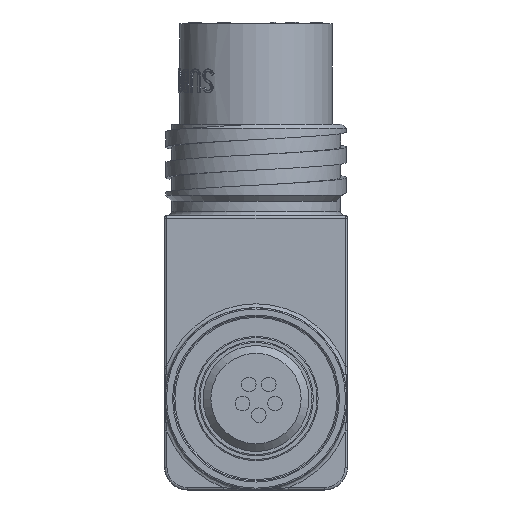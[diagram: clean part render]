
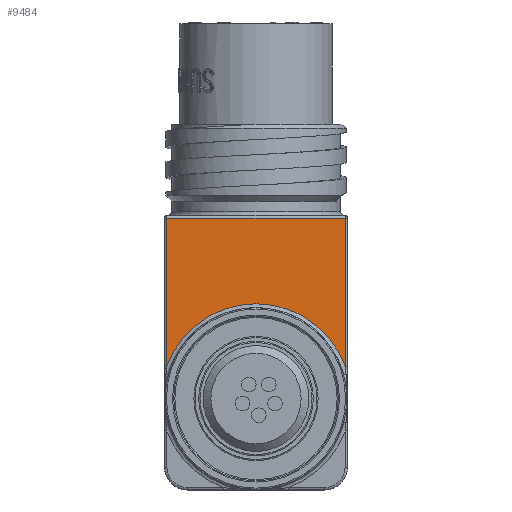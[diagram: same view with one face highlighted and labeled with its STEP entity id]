
A CAD part, front view. The second image highlights one B-rep face of the part: STEP entity #9484.
In plain terms, the highlighted planar face has unit normal (0, -1, 0).
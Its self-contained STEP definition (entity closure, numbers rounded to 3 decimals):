
#461=PLANE('',#10426);
#1414=FACE_OUTER_BOUND('',#1945,.T.);
#1945=EDGE_LOOP('',(#8559,#8560,#8561,#8562));
#2502=CIRCLE('',#10427,9.868);
#3340=LINE('',#25425,#3852);
#3341=LINE('',#25427,#3853);
#3342=LINE('',#25430,#3854);
#3852=VECTOR('',#12753,1000.);
#3853=VECTOR('',#12754,1000.);
#3854=VECTOR('',#12757,1000.);
#4720=VERTEX_POINT('',#25423);
#4721=VERTEX_POINT('',#25424);
#4722=VERTEX_POINT('',#25426);
#4723=VERTEX_POINT('',#25428);
#6032=EDGE_CURVE('',#4720,#4721,#3340,.T.);
#6033=EDGE_CURVE('',#4721,#4722,#3341,.T.);
#6034=EDGE_CURVE('',#4722,#4723,#2502,.T.);
#6035=EDGE_CURVE('',#4723,#4720,#3342,.T.);
#8559=ORIENTED_EDGE('',*,*,#6032,.T.);
#8560=ORIENTED_EDGE('',*,*,#6033,.T.);
#8561=ORIENTED_EDGE('',*,*,#6034,.T.);
#8562=ORIENTED_EDGE('',*,*,#6035,.T.);
#9484=ADVANCED_FACE('',(#1414),#461,.F.);
#10426=AXIS2_PLACEMENT_3D('',#25422,#12751,#12752);
#10427=AXIS2_PLACEMENT_3D('',#25429,#12755,#12756);
#12751=DIRECTION('center_axis',(0.,1.,0.));
#12752=DIRECTION('ref_axis',(1.,0.,0.));
#12753=DIRECTION('',(-1.,0.,0.));
#12754=DIRECTION('',(0.,0.,-1.));
#12755=DIRECTION('center_axis',(0.,1.,0.));
#12756=DIRECTION('ref_axis',(1.,0.,0.));
#12757=DIRECTION('',(0.,0.,1.));
#25422=CARTESIAN_POINT('Origin',(19.05,-19.05,-0.023));
#25423=CARTESIAN_POINT('',(18.796,-19.05,-9.802));
#25424=CARTESIAN_POINT('',(0.254,-19.05,-9.802));
#25425=CARTESIAN_POINT('',(0.,-19.05,-9.802));
#25426=CARTESIAN_POINT('',(0.254,-19.05,-25.218));
#25427=CARTESIAN_POINT('',(0.254,-19.05,-26.019));
#25428=CARTESIAN_POINT('',(18.796,-19.05,-25.218));
#25429=CARTESIAN_POINT('Origin',(9.525,-19.05,-28.598));
#25430=CARTESIAN_POINT('',(18.796,-19.05,-0.023));
